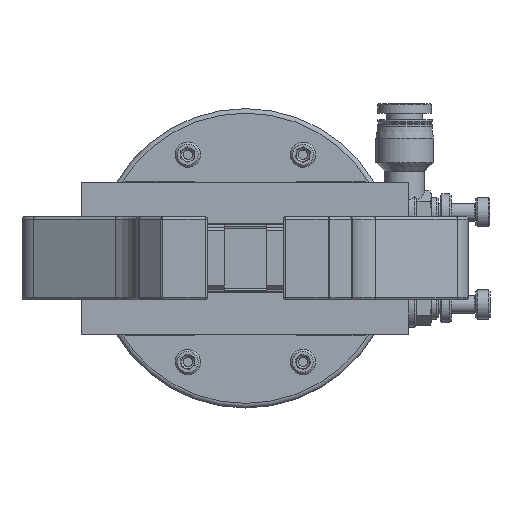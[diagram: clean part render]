
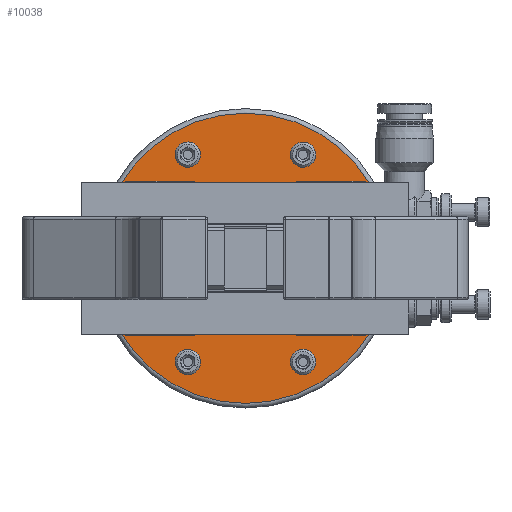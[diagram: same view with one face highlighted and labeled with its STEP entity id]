
A CAD part, left-side view. The second image highlights one B-rep face of the part: STEP entity #10038.
In plain terms, the highlighted face is planar.
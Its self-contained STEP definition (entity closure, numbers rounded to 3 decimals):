
#371=FACE_BOUND('',#1888,.T.);
#372=FACE_BOUND('',#1889,.T.);
#373=FACE_BOUND('',#1890,.T.);
#374=FACE_BOUND('',#1891,.T.);
#375=FACE_BOUND('',#1892,.T.);
#376=FACE_BOUND('',#1893,.T.);
#589=PLANE('',#11140);
#1237=FACE_OUTER_BOUND('',#1887,.T.);
#1887=EDGE_LOOP('',(#8369));
#1888=EDGE_LOOP('',(#8370));
#1889=EDGE_LOOP('',(#8371));
#1890=EDGE_LOOP('',(#8372));
#1891=EDGE_LOOP('',(#8373));
#1892=EDGE_LOOP('',(#8374));
#1893=EDGE_LOOP('',(#8375));
#4104=CIRCLE('',#11112,31.5);
#4113=CIRCLE('',#11123,1.75);
#4115=CIRCLE('',#11126,1.75);
#4117=CIRCLE('',#11129,1.75);
#4119=CIRCLE('',#11132,1.75);
#4121=CIRCLE('',#11135,2.25);
#4123=CIRCLE('',#11138,2.25);
#4890=VERTEX_POINT('',#16664);
#4897=VERTEX_POINT('',#16682);
#4899=VERTEX_POINT('',#16688);
#4901=VERTEX_POINT('',#16694);
#4903=VERTEX_POINT('',#16700);
#4905=VERTEX_POINT('',#16706);
#4907=VERTEX_POINT('',#16712);
#6092=EDGE_CURVE('',#4890,#4890,#4104,.T.);
#6102=EDGE_CURVE('',#4897,#4897,#4113,.T.);
#6105=EDGE_CURVE('',#4899,#4899,#4115,.T.);
#6108=EDGE_CURVE('',#4901,#4901,#4117,.T.);
#6111=EDGE_CURVE('',#4903,#4903,#4119,.T.);
#6114=EDGE_CURVE('',#4905,#4905,#4121,.T.);
#6117=EDGE_CURVE('',#4907,#4907,#4123,.T.);
#8369=ORIENTED_EDGE('',*,*,#6092,.T.);
#8370=ORIENTED_EDGE('',*,*,#6102,.F.);
#8371=ORIENTED_EDGE('',*,*,#6105,.F.);
#8372=ORIENTED_EDGE('',*,*,#6108,.F.);
#8373=ORIENTED_EDGE('',*,*,#6111,.F.);
#8374=ORIENTED_EDGE('',*,*,#6114,.F.);
#8375=ORIENTED_EDGE('',*,*,#6117,.F.);
#10038=ADVANCED_FACE('',(#1237,#371,#372,#373,#374,#375,#376),#589,.T.);
#11112=AXIS2_PLACEMENT_3D('',#16665,#13460,#13461);
#11123=AXIS2_PLACEMENT_3D('',#16684,#13483,#13484);
#11126=AXIS2_PLACEMENT_3D('',#16690,#13490,#13491);
#11129=AXIS2_PLACEMENT_3D('',#16696,#13497,#13498);
#11132=AXIS2_PLACEMENT_3D('',#16702,#13504,#13505);
#11135=AXIS2_PLACEMENT_3D('',#16708,#13511,#13512);
#11138=AXIS2_PLACEMENT_3D('',#16714,#13518,#13519);
#11140=AXIS2_PLACEMENT_3D('',#16717,#13523,#13524);
#13460=DIRECTION('center_axis',(0.,1.,0.));
#13461=DIRECTION('ref_axis',(0.,0.,1.));
#13483=DIRECTION('center_axis',(0.,1.,0.));
#13484=DIRECTION('ref_axis',(0.,0.,1.));
#13490=DIRECTION('center_axis',(0.,1.,0.));
#13491=DIRECTION('ref_axis',(0.,0.,1.));
#13497=DIRECTION('center_axis',(0.,1.,0.));
#13498=DIRECTION('ref_axis',(0.,0.,1.));
#13504=DIRECTION('center_axis',(0.,1.,0.));
#13505=DIRECTION('ref_axis',(0.,0.,1.));
#13511=DIRECTION('center_axis',(0.,1.,0.));
#13512=DIRECTION('ref_axis',(0.,0.,1.));
#13518=DIRECTION('center_axis',(0.,1.,0.));
#13519=DIRECTION('ref_axis',(0.,0.,1.));
#13523=DIRECTION('center_axis',(0.,1.,0.));
#13524=DIRECTION('ref_axis',(0.,0.,1.));
#16664=CARTESIAN_POINT('',(0.,10.,-31.5));
#16665=CARTESIAN_POINT('Origin',(0.,10.,0.));
#16682=CARTESIAN_POINT('',(-12.5,10.,20.75));
#16684=CARTESIAN_POINT('Origin',(-12.5,10.,22.5));
#16688=CARTESIAN_POINT('',(12.5,10.,20.75));
#16690=CARTESIAN_POINT('Origin',(12.5,10.,22.5));
#16694=CARTESIAN_POINT('',(12.5,10.,-24.25));
#16696=CARTESIAN_POINT('Origin',(12.5,10.,-22.5));
#16700=CARTESIAN_POINT('',(-12.5,10.,-24.25));
#16702=CARTESIAN_POINT('Origin',(-12.5,10.,-22.5));
#16706=CARTESIAN_POINT('',(20.,10.,-13.25));
#16708=CARTESIAN_POINT('Origin',(20.,10.,-11.));
#16712=CARTESIAN_POINT('',(-20.,10.,8.75));
#16714=CARTESIAN_POINT('Origin',(-20.,10.,11.));
#16717=CARTESIAN_POINT('Origin',(0.,10.,0.));
